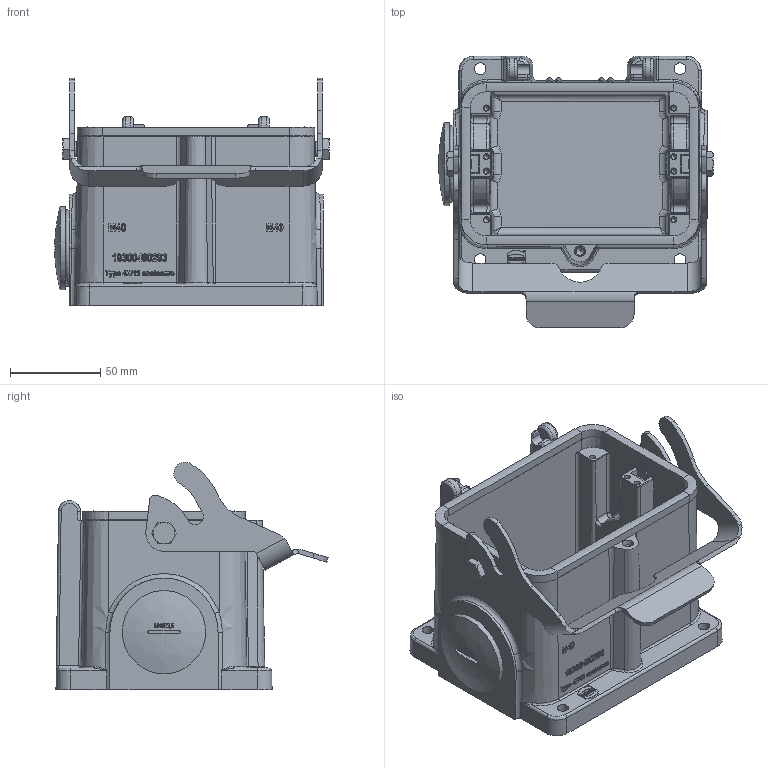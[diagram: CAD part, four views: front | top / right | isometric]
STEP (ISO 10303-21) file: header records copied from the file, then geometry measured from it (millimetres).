
FILE_DESCRIPTION(/* description */ (''),/* implementation_level */ '2;1');
FILE_NAME(/* name */ '100172038ugm000_c.stp',/* time_stamp */ '2017-11-03T10:29:35+01:00',/* author */ (''),/* organization */ (''),/* preprocessor_version */ 'ST-DEVELOPER v16',/* originating_system */ 'SIEMENS PLM Software NX 10.0',/* authorisation */ '');
FILE_SCHEMA (('AUTOMOTIVE_DESIGN { 1 0 10303 214 3 1 1 1 }'));
Products named in the file (1): 100172038ugm000_c
Bounding box: 152.5 x 151.08 x 126.36 mm (x, y, z)
Volume: 445435.2 mm3; surface area: 151664.9 mm2
Topology: 3 solids, 6 shells, 951 faces, 3528 edges, 3264 vertices
Faces by surface type: plane 464, cylinder 218, bspline 110, cone 104, torus 52, sphere 3
Full cylindrical faces by diameter (mm): 3 x8, 4.47 x1, 4.8 x4, 6 x4, 8 x4, 8.1 x2, 33 x2, 34 x1, 38.6 x3, 40 x2, 46.2 x1
Entity records: 54463 total; most frequent: CARTESIAN_POINT 23617, ORIENTED_EDGE 5540, DIRECTION 4520, EDGE_CURVE 2770, VERTEX_POINT 2008, AXIS2_PLACEMENT_3D 1527, LINE 1466, VECTOR 1466
